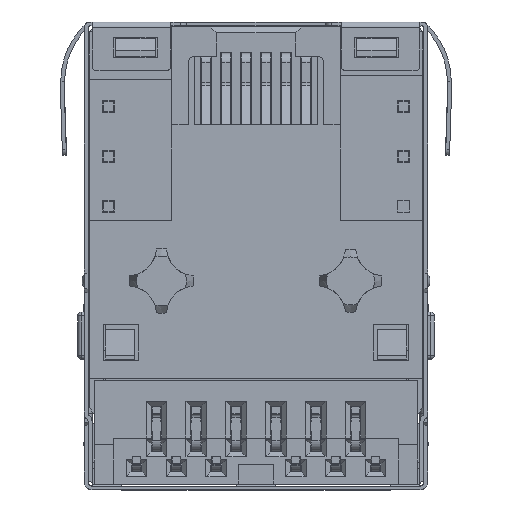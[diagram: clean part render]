
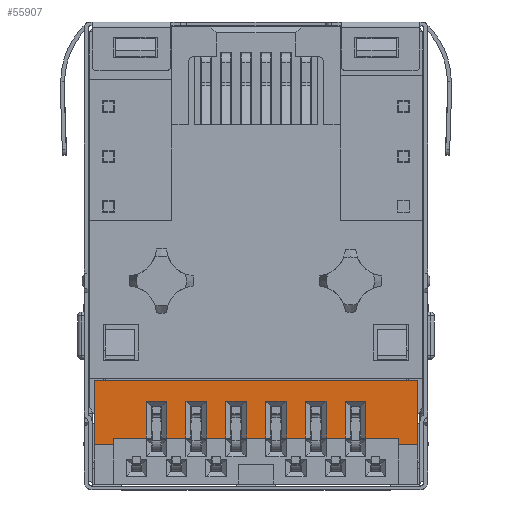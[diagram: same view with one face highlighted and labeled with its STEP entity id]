
A CAD part, front view. The second image highlights one B-rep face of the part: STEP entity #55907.
In plain terms, the highlighted planar face has unit normal (0, -1, 0).
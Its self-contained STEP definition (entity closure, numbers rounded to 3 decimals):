
#3053=LINE('',#78357,#7853);
#3057=LINE('',#78365,#7857);
#3058=LINE('',#78367,#7858);
#3064=LINE('',#78379,#7864);
#3071=LINE('',#78393,#7871);
#3221=LINE('',#78726,#8021);
#3222=LINE('',#78728,#8022);
#3227=LINE('',#78738,#8027);
#3233=LINE('',#78750,#8033);
#3240=LINE('',#78764,#8040);
#3241=LINE('',#78766,#8041);
#3486=LINE('',#79308,#8286);
#3487=LINE('',#79310,#8287);
#3492=LINE('',#79319,#8292);
#3494=LINE('',#79323,#8294);
#3497=LINE('',#79329,#8297);
#3498=LINE('',#79331,#8298);
#3501=LINE('',#79336,#8301);
#3503=LINE('',#79340,#8303);
#3506=LINE('',#79346,#8306);
#3507=LINE('',#79348,#8307);
#3510=LINE('',#79353,#8310);
#3512=LINE('',#79357,#8312);
#3516=LINE('',#79365,#8316);
#3522=LINE('',#79377,#8322);
#3525=LINE('',#79382,#8325);
#3526=LINE('',#79384,#8326);
#3527=LINE('',#79386,#8327);
#3528=LINE('',#79388,#8328);
#3529=LINE('',#79389,#8329);
#3530=LINE('',#79391,#8330);
#3531=LINE('',#79393,#8331);
#7853=VECTOR('',#64893,1000.);
#7857=VECTOR('',#64899,1000.);
#7858=VECTOR('',#64902,1000.);
#7864=VECTOR('',#64910,1000.);
#7871=VECTOR('',#64923,1000.);
#8021=VECTOR('',#65215,1000.);
#8022=VECTOR('',#65218,1000.);
#8027=VECTOR('',#65227,1000.);
#8033=VECTOR('',#65235,1000.);
#8040=VECTOR('',#65248,1000.);
#8041=VECTOR('',#65251,1000.);
#8286=VECTOR('',#65720,1000.);
#8287=VECTOR('',#65723,1000.);
#8292=VECTOR('',#65730,1000.);
#8294=VECTOR('',#65734,1000.);
#8297=VECTOR('',#65739,1000.);
#8298=VECTOR('',#65742,1000.);
#8301=VECTOR('',#65747,1000.);
#8303=VECTOR('',#65751,1000.);
#8306=VECTOR('',#65756,1000.);
#8307=VECTOR('',#65759,1000.);
#8310=VECTOR('',#65764,1000.);
#8312=VECTOR('',#65768,1000.);
#8316=VECTOR('',#65774,1000.);
#8322=VECTOR('',#65786,1000.);
#8325=VECTOR('',#65791,1000.);
#8326=VECTOR('',#65794,1000.);
#8327=VECTOR('',#65795,1000.);
#8328=VECTOR('',#65796,1000.);
#8329=VECTOR('',#65797,1000.);
#8330=VECTOR('',#65798,1000.);
#8331=VECTOR('',#65799,1000.);
#16855=ORIENTED_EDGE('',*,*,#25900,.T.);
#16856=ORIENTED_EDGE('',*,*,#25896,.T.);
#16857=ORIENTED_EDGE('',*,*,#25894,.F.);
#16858=ORIENTED_EDGE('',*,*,#25891,.T.);
#16859=ORIENTED_EDGE('',*,*,#25890,.T.);
#16860=ORIENTED_EDGE('',*,*,#25887,.T.);
#16861=ORIENTED_EDGE('',*,*,#25885,.F.);
#16862=ORIENTED_EDGE('',*,*,#25882,.T.);
#16863=ORIENTED_EDGE('',*,*,#25881,.T.);
#16864=ORIENTED_EDGE('',*,*,#25878,.T.);
#16865=ORIENTED_EDGE('',*,*,#25876,.F.);
#16866=ORIENTED_EDGE('',*,*,#25871,.T.);
#16867=ORIENTED_EDGE('',*,*,#25870,.T.);
#16868=ORIENTED_EDGE('',*,*,#25910,.F.);
#16869=ORIENTED_EDGE('',*,*,#25911,.F.);
#16870=ORIENTED_EDGE('',*,*,#25912,.F.);
#16871=ORIENTED_EDGE('',*,*,#25397,.T.);
#16872=ORIENTED_EDGE('',*,*,#25401,.T.);
#16873=ORIENTED_EDGE('',*,*,#25402,.F.);
#16874=ORIENTED_EDGE('',*,*,#25408,.T.);
#16875=ORIENTED_EDGE('',*,*,#25415,.T.);
#16876=ORIENTED_EDGE('',*,*,#25913,.F.);
#16877=ORIENTED_EDGE('',*,*,#25914,.F.);
#16878=ORIENTED_EDGE('',*,*,#25915,.F.);
#16879=ORIENTED_EDGE('',*,*,#25581,.T.);
#16880=ORIENTED_EDGE('',*,*,#25582,.T.);
#16881=ORIENTED_EDGE('',*,*,#25587,.F.);
#16882=ORIENTED_EDGE('',*,*,#25593,.T.);
#16883=ORIENTED_EDGE('',*,*,#25600,.T.);
#16884=ORIENTED_EDGE('',*,*,#25601,.T.);
#16885=ORIENTED_EDGE('',*,*,#25906,.F.);
#16886=ORIENTED_EDGE('',*,*,#25909,.T.);
#25397=EDGE_CURVE('',#30474,#30475,#3053,.T.);
#25401=EDGE_CURVE('',#30475,#30478,#3057,.T.);
#25402=EDGE_CURVE('',#30479,#30478,#3058,.T.);
#25408=EDGE_CURVE('',#30479,#30483,#3064,.T.);
#25415=EDGE_CURVE('',#30483,#30487,#3071,.T.);
#25581=EDGE_CURVE('',#30598,#30599,#3221,.T.);
#25582=EDGE_CURVE('',#30599,#30600,#3222,.T.);
#25587=EDGE_CURVE('',#30603,#30600,#3227,.T.);
#25593=EDGE_CURVE('',#30603,#30607,#3233,.T.);
#25600=EDGE_CURVE('',#30607,#30611,#3240,.T.);
#25601=EDGE_CURVE('',#30611,#30612,#3241,.T.);
#25870=EDGE_CURVE('',#30795,#30796,#3486,.T.);
#25871=EDGE_CURVE('',#30797,#30795,#3487,.T.);
#25876=EDGE_CURVE('',#30797,#30800,#3492,.T.);
#25878=EDGE_CURVE('',#30801,#30800,#3494,.T.);
#25881=EDGE_CURVE('',#30802,#30801,#3497,.T.);
#25882=EDGE_CURVE('',#30803,#30802,#3498,.T.);
#25885=EDGE_CURVE('',#30803,#30804,#3501,.T.);
#25887=EDGE_CURVE('',#30805,#30804,#3503,.T.);
#25890=EDGE_CURVE('',#30806,#30805,#3506,.T.);
#25891=EDGE_CURVE('',#30807,#30806,#3507,.T.);
#25894=EDGE_CURVE('',#30807,#30808,#3510,.T.);
#25896=EDGE_CURVE('',#30809,#30808,#3512,.T.);
#25900=EDGE_CURVE('',#30810,#30809,#3516,.T.);
#25906=EDGE_CURVE('',#30815,#30612,#3522,.T.);
#25909=EDGE_CURVE('',#30815,#30810,#3525,.T.);
#25910=EDGE_CURVE('',#30816,#30796,#3526,.T.);
#25911=EDGE_CURVE('',#30817,#30816,#3527,.T.);
#25912=EDGE_CURVE('',#30474,#30817,#3528,.T.);
#25913=EDGE_CURVE('',#30818,#30487,#3529,.T.);
#25914=EDGE_CURVE('',#30819,#30818,#3530,.T.);
#25915=EDGE_CURVE('',#30598,#30819,#3531,.T.);
#30474=VERTEX_POINT('',#78354);
#30475=VERTEX_POINT('',#78356);
#30478=VERTEX_POINT('',#78364);
#30479=VERTEX_POINT('',#78368);
#30483=VERTEX_POINT('',#78378);
#30487=VERTEX_POINT('',#78392);
#30598=VERTEX_POINT('',#78723);
#30599=VERTEX_POINT('',#78725);
#30600=VERTEX_POINT('',#78729);
#30603=VERTEX_POINT('',#78739);
#30607=VERTEX_POINT('',#78749);
#30611=VERTEX_POINT('',#78763);
#30612=VERTEX_POINT('',#78767);
#30795=VERTEX_POINT('',#79305);
#30796=VERTEX_POINT('',#79307);
#30797=VERTEX_POINT('',#79311);
#30800=VERTEX_POINT('',#79320);
#30801=VERTEX_POINT('',#79324);
#30802=VERTEX_POINT('',#79328);
#30803=VERTEX_POINT('',#79332);
#30804=VERTEX_POINT('',#79337);
#30805=VERTEX_POINT('',#79341);
#30806=VERTEX_POINT('',#79345);
#30807=VERTEX_POINT('',#79349);
#30808=VERTEX_POINT('',#79354);
#30809=VERTEX_POINT('',#79358);
#30810=VERTEX_POINT('',#79362);
#30815=VERTEX_POINT('',#79378);
#30816=VERTEX_POINT('',#79385);
#30817=VERTEX_POINT('',#79387);
#30818=VERTEX_POINT('',#79390);
#30819=VERTEX_POINT('',#79392);
#34770=EDGE_LOOP('',(#16855,#16856,#16857,#16858,#16859,#16860,#16861,#16862,
#16863,#16864,#16865,#16866,#16867,#16868,#16869,#16870,#16871,#16872,#16873,
#16874,#16875,#16876,#16877,#16878,#16879,#16880,#16881,#16882,#16883,#16884,
#16885,#16886));
#37128=FACE_BOUND('',#34770,.T.);
#39004=PLANE('',#58523);
#55907=ADVANCED_FACE('',(#37128),#39004,.F.);
#58523=AXIS2_PLACEMENT_3D('',#79383,#65792,#65793);
#64893=DIRECTION('',(1.,0.,0.));
#64899=DIRECTION('',(0.,0.,1.));
#64902=DIRECTION('',(-1.,0.,0.));
#64910=DIRECTION('',(0.,0.,1.));
#64923=DIRECTION('',(1.,0.,0.));
#65215=DIRECTION('',(1.,0.,0.));
#65218=DIRECTION('',(0.,0.,-1.));
#65227=DIRECTION('',(-1.,0.,0.));
#65235=DIRECTION('',(0.,0.,1.));
#65248=DIRECTION('',(1.,0.,0.));
#65251=DIRECTION('',(0.,0.,-1.));
#65720=DIRECTION('',(1.,0.,0.));
#65723=DIRECTION('',(0.,0.,-1.));
#65730=DIRECTION('',(-1.,0.,0.));
#65734=DIRECTION('',(0.,0.,-1.));
#65739=DIRECTION('',(1.,0.,0.));
#65742=DIRECTION('',(0.,0.,1.));
#65747=DIRECTION('',(-1.,0.,0.));
#65751=DIRECTION('',(0.,0.,-1.));
#65756=DIRECTION('',(1.,0.,0.));
#65759=DIRECTION('',(0.,0.,1.));
#65764=DIRECTION('',(-1.,0.,0.));
#65768=DIRECTION('',(0.,0.,-1.));
#65774=DIRECTION('',(1.,0.,0.));
#65786=DIRECTION('',(-1.,0.,0.));
#65791=DIRECTION('',(0.,0.,1.));
#65792=DIRECTION('',(0.,1.,0.));
#65793=DIRECTION('',(1.,0.,0.));
#65794=DIRECTION('',(0.,0.,-1.));
#65795=DIRECTION('',(1.,0.,0.));
#65796=DIRECTION('',(0.,0.,1.));
#65797=DIRECTION('',(0.,0.,1.));
#65798=DIRECTION('',(-1.,0.,0.));
#65799=DIRECTION('',(0.,0.,-1.));
#78354=CARTESIAN_POINT('',(-8.25,-11.,-21.58));
#78356=CARTESIAN_POINT('',(-7.25,-11.,-21.58));
#78357=CARTESIAN_POINT('',(-8.25,-11.,-21.58));
#78364=CARTESIAN_POINT('',(-7.25,-11.,-21.23));
#78365=CARTESIAN_POINT('',(-7.25,-11.,-21.58));
#78367=CARTESIAN_POINT('',(-5.605,-11.,-21.23));
#78368=CARTESIAN_POINT('',(-5.605,-11.,-21.23));
#78378=CARTESIAN_POINT('',(-5.605,-11.,-19.35));
#78379=CARTESIAN_POINT('',(-5.605,-11.,-21.23));
#78392=CARTESIAN_POINT('',(-4.555,-11.,-19.35));
#78393=CARTESIAN_POINT('',(-5.605,-11.,-19.35));
#78723=CARTESIAN_POINT('',(-3.573,-11.,-19.35));
#78725=CARTESIAN_POINT('',(-2.523,-11.,-19.35));
#78726=CARTESIAN_POINT('',(-3.573,-11.,-19.35));
#78728=CARTESIAN_POINT('',(-2.523,-11.,-19.35));
#78729=CARTESIAN_POINT('',(-2.523,-11.,-21.23));
#78738=CARTESIAN_POINT('',(-1.541,-11.,-21.23));
#78739=CARTESIAN_POINT('',(-1.541,-11.,-21.23));
#78749=CARTESIAN_POINT('',(-1.541,-11.,-19.35));
#78750=CARTESIAN_POINT('',(-1.541,-11.,-21.23));
#78763=CARTESIAN_POINT('',(-0.491,-11.,-19.35));
#78764=CARTESIAN_POINT('',(-1.541,-11.,-19.35));
#78766=CARTESIAN_POINT('',(-0.491,-11.,-19.35));
#78767=CARTESIAN_POINT('',(-0.491,-11.,-21.23));
#79305=CARTESIAN_POINT('',(7.25,-11.,-21.58));
#79307=CARTESIAN_POINT('',(8.25,-11.,-21.58));
#79308=CARTESIAN_POINT('',(7.25,-11.,-21.58));
#79310=CARTESIAN_POINT('',(7.25,-11.,-21.23));
#79311=CARTESIAN_POINT('',(7.25,-11.,-21.23));
#79319=CARTESIAN_POINT('',(7.25,-11.,-21.23));
#79320=CARTESIAN_POINT('',(5.605,-11.,-21.23));
#79323=CARTESIAN_POINT('',(5.605,-11.,-19.35));
#79324=CARTESIAN_POINT('',(5.605,-11.,-19.35));
#79328=CARTESIAN_POINT('',(4.555,-11.,-19.35));
#79329=CARTESIAN_POINT('',(4.555,-11.,-19.35));
#79331=CARTESIAN_POINT('',(4.555,-11.,-21.23));
#79332=CARTESIAN_POINT('',(4.555,-11.,-21.23));
#79336=CARTESIAN_POINT('',(4.555,-11.,-21.23));
#79337=CARTESIAN_POINT('',(3.573,-11.,-21.23));
#79340=CARTESIAN_POINT('',(3.573,-11.,-19.35));
#79341=CARTESIAN_POINT('',(3.573,-11.,-19.35));
#79345=CARTESIAN_POINT('',(2.523,-11.,-19.35));
#79346=CARTESIAN_POINT('',(2.523,-11.,-19.35));
#79348=CARTESIAN_POINT('',(2.523,-11.,-21.23));
#79349=CARTESIAN_POINT('',(2.523,-11.,-21.23));
#79353=CARTESIAN_POINT('',(2.523,-11.,-21.23));
#79354=CARTESIAN_POINT('',(1.541,-11.,-21.23));
#79357=CARTESIAN_POINT('',(1.541,-11.,-19.35));
#79358=CARTESIAN_POINT('',(1.541,-11.,-19.35));
#79362=CARTESIAN_POINT('',(0.491,-11.,-19.35));
#79365=CARTESIAN_POINT('',(0.491,-11.,-19.35));
#79377=CARTESIAN_POINT('',(0.491,-11.,-21.23));
#79378=CARTESIAN_POINT('',(0.491,-11.,-21.23));
#79382=CARTESIAN_POINT('',(0.491,-11.,-21.23));
#79383=CARTESIAN_POINT('',(0.,-11.,-19.93));
#79384=CARTESIAN_POINT('',(8.25,-11.,-18.28));
#79385=CARTESIAN_POINT('',(8.25,-11.,-18.28));
#79386=CARTESIAN_POINT('',(-8.25,-11.,-18.28));
#79387=CARTESIAN_POINT('',(-8.25,-11.,-18.28));
#79388=CARTESIAN_POINT('',(-8.25,-11.,-21.58));
#79389=CARTESIAN_POINT('',(-4.555,-11.,-21.23));
#79390=CARTESIAN_POINT('',(-4.555,-11.,-21.23));
#79391=CARTESIAN_POINT('',(-3.573,-11.,-21.23));
#79392=CARTESIAN_POINT('',(-3.573,-11.,-21.23));
#79393=CARTESIAN_POINT('',(-3.573,-11.,-19.35));
